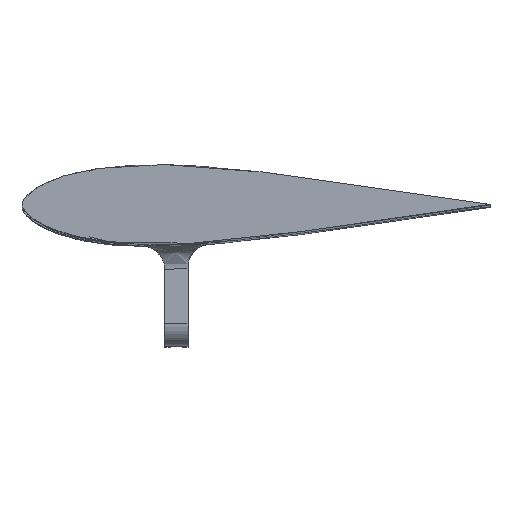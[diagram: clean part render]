
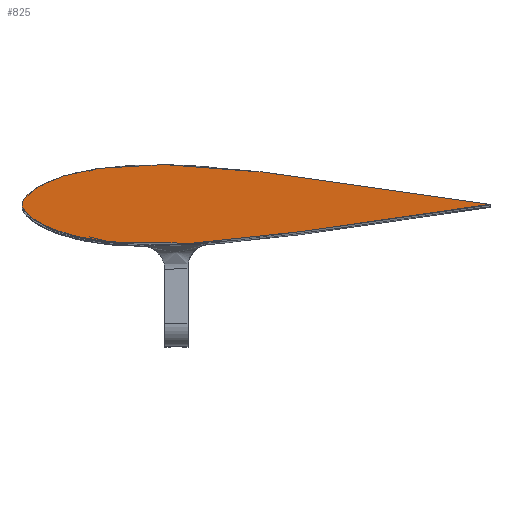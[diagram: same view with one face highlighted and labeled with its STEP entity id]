
A CAD part, top view. The second image highlights one B-rep face of the part: STEP entity #825.
In plain terms, the highlighted free-form (B-spline) face has degree [1, 1] with [2, 2] control points.
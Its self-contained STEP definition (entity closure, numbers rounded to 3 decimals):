
#180 = VERTEX_POINT('',#181);
#181 = CARTESIAN_POINT('',(77.053,0.,
    156.991));
#227 = VERTEX_POINT('',#228);
#228 = CARTESIAN_POINT('',(-6.676,0.,
    156.991));
#233 = EDGE_CURVE('',#227,#180,#234,.T.);
#234 = B_SPLINE_CURVE_WITH_KNOTS('',3,(#235,#236,#237,#238,#239,#240,
    #241,#242,#243,#244,#245,#246,#247,#248,#249,#250,#251,#252,#253,
    #254,#255,#256,#257,#258,#259,#260,#261,#262,#263,#264,#265,#266,
    #267),.UNSPECIFIED.,.F.,.F.,(4,1,1,1,1,1,1,1,1,1,1,1,1,1,1,1,1,1,1,1
    ,1,1,1,1,1,1,1,1,1,1,4),(0.5,0.505,0.511,
    0.519,0.529,0.54,0.553,
    0.568,0.584,0.601,0.62,
    0.64,0.662,0.684,0.708,
    0.732,0.757,0.782,0.807,
    0.832,0.856,0.88,0.902,
    0.923,0.942,0.959,0.973,
    0.984,0.993,0.998,1.),.UNSPECIFIED.);
#235 = CARTESIAN_POINT('',(-6.676,0.,
    156.991));
#236 = CARTESIAN_POINT('',(-6.676,-0.267,
    156.991));
#237 = CARTESIAN_POINT('',(-6.402,-0.903,
    156.991));
#238 = CARTESIAN_POINT('',(-5.674,-1.74,
    156.991));
#239 = CARTESIAN_POINT('',(-4.586,-2.641,
    156.991));
#240 = CARTESIAN_POINT('',(-3.147,-3.511,
    156.991));
#241 = CARTESIAN_POINT('',(-1.374,-4.34,
    156.991));
#242 = CARTESIAN_POINT('',(0.722,-5.094,
    156.991));
#243 = CARTESIAN_POINT('',(3.125,-5.756,
    156.991));
#244 = CARTESIAN_POINT('',(5.822,-6.302,
    156.991));
#245 = CARTESIAN_POINT('',(8.795,-6.722,
    156.991));
#246 = CARTESIAN_POINT('',(12.027,-7.001,
    156.991));
#247 = CARTESIAN_POINT('',(15.499,-7.135,
    156.991));
#248 = CARTESIAN_POINT('',(19.186,-7.133,
    156.991));
#249 = CARTESIAN_POINT('',(23.061,-6.999,
    156.991));
#250 = CARTESIAN_POINT('',(27.092,-6.741,
    156.991));
#251 = CARTESIAN_POINT('',(31.244,-6.372,
    156.991));
#252 = CARTESIAN_POINT('',(35.478,-5.908,
    156.991));
#253 = CARTESIAN_POINT('',(39.754,-5.365,
    156.991));
#254 = CARTESIAN_POINT('',(44.032,-4.753,
    156.991));
#255 = CARTESIAN_POINT('',(48.271,-4.093,
    156.991));
#256 = CARTESIAN_POINT('',(52.425,-3.438,156.991
    ));
#257 = CARTESIAN_POINT('',(56.436,-2.806,
    156.991));
#258 = CARTESIAN_POINT('',(60.242,-2.22,
    156.991));
#259 = CARTESIAN_POINT('',(63.782,-1.692,
    156.991));
#260 = CARTESIAN_POINT('',(67.001,-1.236,
    156.991));
#261 = CARTESIAN_POINT('',(69.833,-0.853,
    156.991));
#262 = CARTESIAN_POINT('',(72.262,-0.549,
    156.991));
#263 = CARTESIAN_POINT('',(74.152,-0.312,
    156.991));
#264 = CARTESIAN_POINT('',(75.719,-0.132,
    156.991));
#265 = CARTESIAN_POINT('',(76.382,-0.027,
    156.991));
#266 = CARTESIAN_POINT('',(77.053,-0.006,
    156.991));
#267 = CARTESIAN_POINT('',(77.053,0.,
    156.991));
#722 = EDGE_CURVE('',#180,#227,#723,.T.);
#723 = B_SPLINE_CURVE_WITH_KNOTS('',3,(#724,#725,#726,#727,#728,#729,
    #730,#731,#732,#733,#734,#735,#736,#737,#738,#739,#740,#741,#742,
    #743,#744,#745,#746,#747,#748,#749,#750,#751,#752,#753,#754,#755,
    #756),.UNSPECIFIED.,.F.,.F.,(4,1,1,1,1,1,1,1,1,1,1,1,1,1,1,1,1,1,1,1
    ,1,1,1,1,1,1,1,1,1,1,4),(0.,0.002,0.007,
    0.016,0.027,0.041,
    0.058,0.077,0.098,
    0.12,0.144,0.168,0.193,
    0.218,0.243,0.268,0.292,
    0.316,0.338,0.36,0.38,
    0.399,0.416,0.432,0.447,
    0.46,0.471,0.481,0.489,
    0.495,0.5),.UNSPECIFIED.);
#724 = CARTESIAN_POINT('',(77.053,0.,
    156.991));
#725 = CARTESIAN_POINT('',(77.053,0.006,
    156.991));
#726 = CARTESIAN_POINT('',(76.382,0.027,
    156.991));
#727 = CARTESIAN_POINT('',(75.719,0.132,156.991
    ));
#728 = CARTESIAN_POINT('',(74.152,0.312,
    156.991));
#729 = CARTESIAN_POINT('',(72.262,0.549,
    156.991));
#730 = CARTESIAN_POINT('',(69.833,0.853,
    156.991));
#731 = CARTESIAN_POINT('',(67.001,1.236,156.991
    ));
#732 = CARTESIAN_POINT('',(63.782,1.692,
    156.991));
#733 = CARTESIAN_POINT('',(60.242,2.22,
    156.991));
#734 = CARTESIAN_POINT('',(56.436,2.806,
    156.991));
#735 = CARTESIAN_POINT('',(52.425,3.438,
    156.991));
#736 = CARTESIAN_POINT('',(48.271,4.093,
    156.991));
#737 = CARTESIAN_POINT('',(44.032,4.753,
    156.991));
#738 = CARTESIAN_POINT('',(39.754,5.365,
    156.991));
#739 = CARTESIAN_POINT('',(35.478,5.908,
    156.991));
#740 = CARTESIAN_POINT('',(31.244,6.372,
    156.991));
#741 = CARTESIAN_POINT('',(27.092,6.741,
    156.991));
#742 = CARTESIAN_POINT('',(23.061,6.999,
    156.991));
#743 = CARTESIAN_POINT('',(19.186,7.133,
    156.991));
#744 = CARTESIAN_POINT('',(15.499,7.135,
    156.991));
#745 = CARTESIAN_POINT('',(12.027,7.001,
    156.991));
#746 = CARTESIAN_POINT('',(8.795,6.722,156.991)
  );
#747 = CARTESIAN_POINT('',(5.822,6.302,156.991
    ));
#748 = CARTESIAN_POINT('',(3.125,5.756,156.991
    ));
#749 = CARTESIAN_POINT('',(0.722,5.094,156.991
    ));
#750 = CARTESIAN_POINT('',(-1.374,4.34,
    156.991));
#751 = CARTESIAN_POINT('',(-3.147,3.511,
    156.991));
#752 = CARTESIAN_POINT('',(-4.586,2.641,156.991
    ));
#753 = CARTESIAN_POINT('',(-5.674,1.74,
    156.991));
#754 = CARTESIAN_POINT('',(-6.402,0.903,
    156.991));
#755 = CARTESIAN_POINT('',(-6.676,0.267,
    156.991));
#756 = CARTESIAN_POINT('',(-6.676,0.,
    156.991));
#825 = ADVANCED_FACE('',(#826),#830,.F.);
#826 = FACE_BOUND('',#827,.T.);
#827 = EDGE_LOOP('',(#828,#829));
#828 = ORIENTED_EDGE('',*,*,#722,.T.);
#829 = ORIENTED_EDGE('',*,*,#233,.T.);
#830 = B_SPLINE_SURFACE_WITH_KNOTS('',1,1,(
    (#831,#832)
    ,(#833,#834
    )),.UNSPECIFIED.,.F.,.F.,.F.,(2,2),(2,2),(-100.,0.),
  (-8.522,8.522),.PIECEWISE_BEZIER_KNOTS.);
#831 = CARTESIAN_POINT('',(77.053,-7.135,
    156.991));
#832 = CARTESIAN_POINT('',(77.053,7.135,
    156.991));
#833 = CARTESIAN_POINT('',(-6.676,-7.135,
    156.991));
#834 = CARTESIAN_POINT('',(-6.676,7.135,
    156.991));
